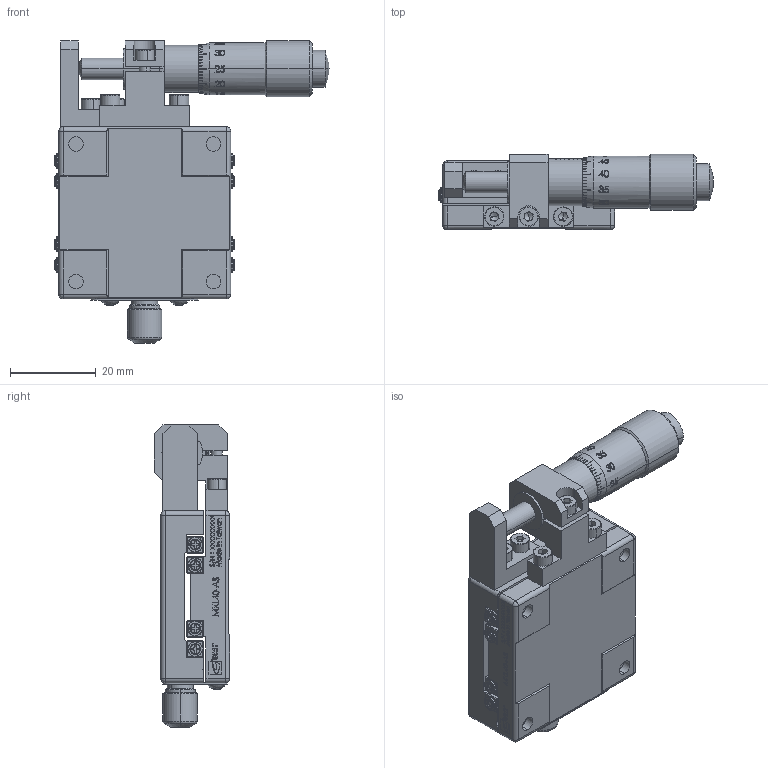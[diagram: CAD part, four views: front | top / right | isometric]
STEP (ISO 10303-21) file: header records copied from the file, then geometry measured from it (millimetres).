
FILE_DESCRIPTION (( 'STEP AP203' ), '1' );
FILE_NAME ('MXL40-AS(«¬¿ý).STEP', '2013-04-29T02:10:33', ( '123' ), ( '' ), 'SwSTEP 2.0', 'SolidWorks 2013', '' );
FILE_SCHEMA (( 'CONFIG_CONTROL_DESIGN' ));
Products named in the file (3): Group1^MXL40-AS(型錄); Group2^MXL40-AS(型錄); MXL40-AS(型錄)
Assembly tree (2 placements, depth 2):
  MXL40-AS(型錄)
    Group1^MXL40-AS(型錄)
    Group2^MXL40-AS(型錄)
Bounding box: 63.98 x 17.5 x 70.3 mm (x, y, z)
Volume: 31786.9 mm3; surface area: 15098.8 mm2
Topology: 2 solids, 2 shells, 2799 faces, 7584 edges, 4924 vertices
Faces by surface type: plane 1775, bspline 529, cylinder 333, cone 68, torus 62, sphere 32
Entity records: 111901 total; most frequent: CARTESIAN_POINT 44745, ORIENTED_EDGE 15112, DIRECTION 11854, EDGE_CURVE 7556, VERTEX_POINT 4921, VECTOR 4778, LINE 4778, AXIS2_PLACEMENT_3D 3538
